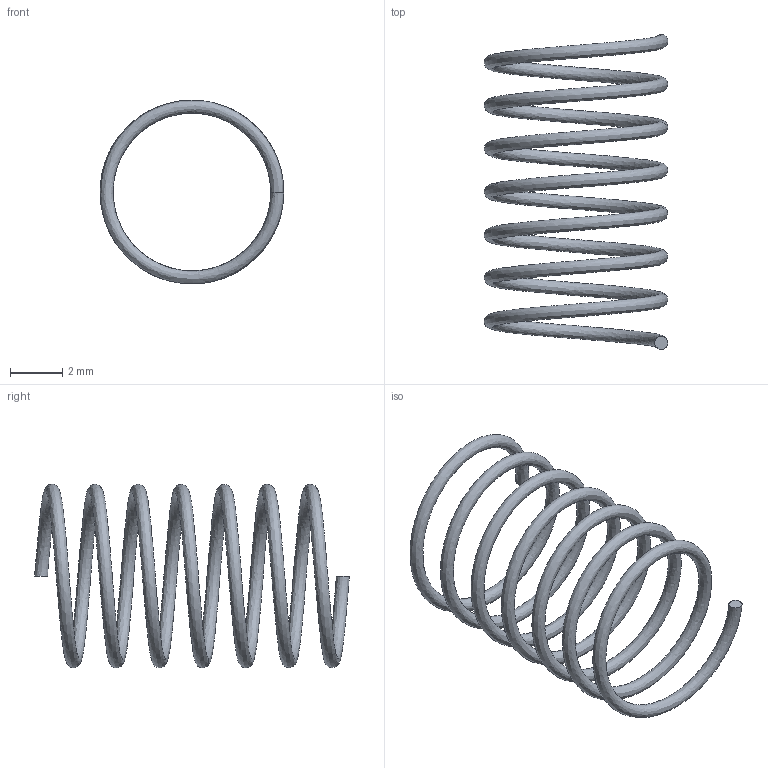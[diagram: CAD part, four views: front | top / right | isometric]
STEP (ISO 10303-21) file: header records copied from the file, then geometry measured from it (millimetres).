
FILE_DESCRIPTION(/* description */ (''),/* implementation_level */ '2;1');
FILE_NAME(/* name */ 'Spring.step',/* time_stamp */ '2020-12-19T12:20:52+01:00',/* author */ (''),/* organization */ (''),/* preprocessor_version */ 'ST-DEVELOPER v18.1',/* originating_system */ 'Autodesk Translation Framework v9.7.1.1290',/* authorisation */ '');
FILE_SCHEMA (('AUTOMOTIVE_DESIGN { 1 0 10303 214 3 1 1 }'));
Length unit declared in the file: millimetre
Products named in the file (2): QuickRelease; Spring1
Assembly tree (1 placements, depth 2):
  QuickRelease
    Spring1
Bounding box: 7 x 12 x 7 mm (x, y, z)
Volume: 28.1 mm3; surface area: 225.3 mm2
Topology: 1 solids, 1 shells, 3 faces, 3 edges, 2 vertices
Faces by surface type: plane 2, bspline 1
Entity records: 1210 total; most frequent: CARTESIAN_POINT 1114, DIRECTION 14, AXIS2_PLACEMENT_3D 7, ORIENTED_EDGE 6, FACE_OUTER_BOUND 3, EDGE_LOOP 3, EDGE_CURVE 3, ADVANCED_FACE 3
